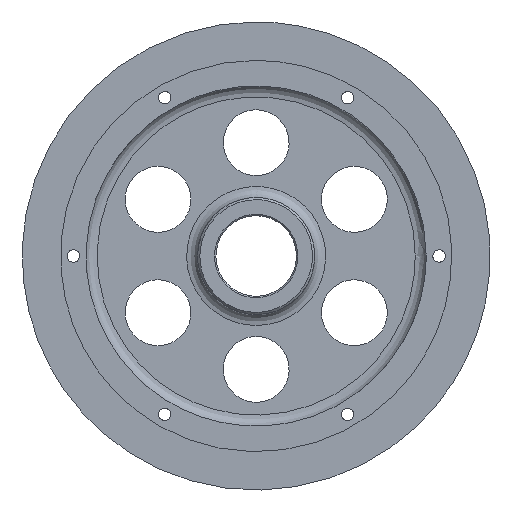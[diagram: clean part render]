
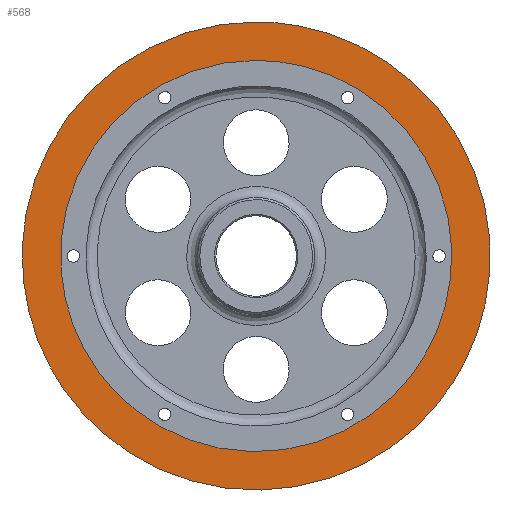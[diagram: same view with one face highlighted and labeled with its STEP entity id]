
A CAD part, left-side view. The second image highlights one B-rep face of the part: STEP entity #568.
In plain terms, the highlighted free-form (B-spline) face has degree [1, 1] with [2, 2] control points.
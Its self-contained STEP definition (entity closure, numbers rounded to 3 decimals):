
#413 = EDGE_CURVE('',#414,#414,#416,.T.);
#414 = VERTEX_POINT('',#415);
#415 = CARTESIAN_POINT('',(91.38,0.,
    244.441));
#416 = ( BOUNDED_CURVE() B_SPLINE_CURVE(2,(#417,#418,#419,#420,#421,#422
,#423),.UNSPECIFIED.,.T.,.F.) B_SPLINE_CURVE_WITH_KNOTS((1,2,2,2,2,1),(
    -2.094,0.,2.094,4.189,6.283,
8.378),.UNSPECIFIED.) CURVE() GEOMETRIC_REPRESENTATION_ITEM() 
RATIONAL_B_SPLINE_CURVE((1.,0.5,1.,0.5,1.,0.5,1.)) REPRESENTATION_ITEM(
  '') );
#417 = CARTESIAN_POINT('',(91.38,0.,
    244.441));
#418 = CARTESIAN_POINT('',(91.38,423.385,
    244.441));
#419 = CARTESIAN_POINT('',(91.38,211.692,
    -122.221));
#420 = CARTESIAN_POINT('',(91.38,0.,
    -488.882));
#421 = CARTESIAN_POINT('',(91.38,-211.692,
    -122.221));
#422 = CARTESIAN_POINT('',(91.38,-423.385,
    244.441));
#423 = CARTESIAN_POINT('',(91.38,0.,
    244.441));
#568 = ADVANCED_FACE('',(#569,#583),#586,.T.);
#569 = FACE_BOUND('',#570,.T.);
#570 = EDGE_LOOP('',(#571));
#571 = ORIENTED_EDGE('',*,*,#572,.T.);
#572 = EDGE_CURVE('',#573,#573,#575,.T.);
#573 = VERTEX_POINT('',#574);
#574 = CARTESIAN_POINT('',(91.38,0.,
    292.416));
#575 = ( BOUNDED_CURVE() B_SPLINE_CURVE(2,(#576,#577,#578,#579,#580,#581
,#582),.UNSPECIFIED.,.T.,.F.) B_SPLINE_CURVE_WITH_KNOTS((1,2,2,2,2,1),(
    -2.094,0.,2.094,4.189,6.283,
8.378),.UNSPECIFIED.) CURVE() GEOMETRIC_REPRESENTATION_ITEM() 
RATIONAL_B_SPLINE_CURVE((1.,0.5,1.,0.5,1.,0.5,1.)) REPRESENTATION_ITEM(
  '') );
#576 = CARTESIAN_POINT('',(91.38,0.,
    292.416));
#577 = CARTESIAN_POINT('',(91.38,506.479,
    292.416));
#578 = CARTESIAN_POINT('',(91.38,253.239,
    -146.208));
#579 = CARTESIAN_POINT('',(91.38,0.,
    -584.831));
#580 = CARTESIAN_POINT('',(91.38,-253.239,
    -146.208));
#581 = CARTESIAN_POINT('',(91.38,-506.479,
    292.416));
#582 = CARTESIAN_POINT('',(91.38,0.,
    292.416));
#583 = FACE_BOUND('',#584,.T.);
#584 = EDGE_LOOP('',(#585));
#585 = ORIENTED_EDGE('',*,*,#413,.F.);
#586 = B_SPLINE_SURFACE_WITH_KNOTS('',1,1,(
    (#587,#588)
    ,(#589,#590
    )),.UNSPECIFIED.,.F.,.F.,.F.,(2,2),(2,2),(-320.,320.),(-320.,320.),
  .PIECEWISE_BEZIER_KNOTS.);
#587 = CARTESIAN_POINT('',(91.38,-292.416,
    -292.416));
#588 = CARTESIAN_POINT('',(91.38,292.416,
    -292.416));
#589 = CARTESIAN_POINT('',(91.38,-292.416,
    292.416));
#590 = CARTESIAN_POINT('',(91.38,292.416,
    292.416));
